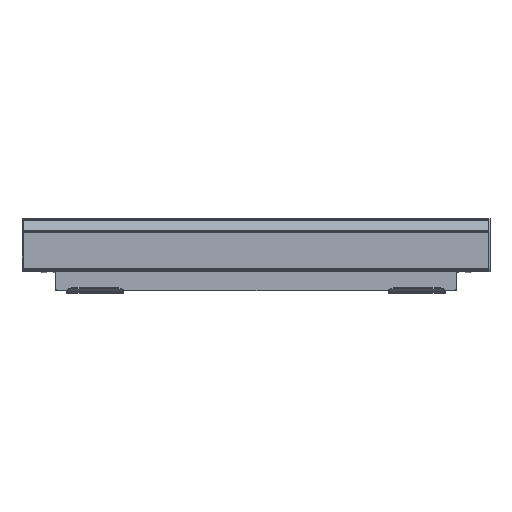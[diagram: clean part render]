
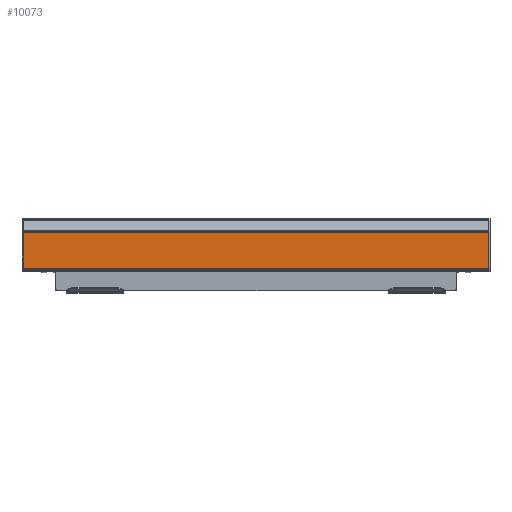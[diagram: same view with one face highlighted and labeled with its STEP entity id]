
A CAD part, top view. The second image highlights one B-rep face of the part: STEP entity #10073.
In plain terms, the highlighted planar face has unit normal (0, 0, 1).
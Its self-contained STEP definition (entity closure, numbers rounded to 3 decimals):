
#311 = VECTOR ( 'NONE', #15088, 1000. ) ;
#338 = EDGE_CURVE ( 'NONE', #9968, #7961, #11462, .T. ) ;
#664 = CARTESIAN_POINT ( 'NONE',  ( 327.5, -19.054, 393. ) ) ;
#2631 = DIRECTION ( 'NONE',  ( 1., 0., 0. ) ) ;
#3874 = EDGE_CURVE ( 'NONE', #14163, #15004, #9095, .T. ) ;
#4235 = VECTOR ( 'NONE', #12744, 1000. ) ;
#4377 = PLANE ( 'NONE',  #13998 ) ;
#6856 = DIRECTION ( 'NONE',  ( 0., 0., 1. ) ) ;
#7734 = CARTESIAN_POINT ( 'NONE',  ( -327.5, -69.906, 393. ) ) ;
#7756 = CARTESIAN_POINT ( 'NONE',  ( -327.5, -19.054, 393. ) ) ;
#7961 = VERTEX_POINT ( 'NONE', #7734 ) ;
#8226 = EDGE_CURVE ( 'NONE', #7961, #15004, #11965, .T. ) ;
#8586 = EDGE_CURVE ( 'NONE', #9968, #14163, #14934, .T. ) ;
#8662 = VECTOR ( 'NONE', #2631, 1000. ) ;
#8673 = VECTOR ( 'NONE', #8856, 1000. ) ;
#8856 = DIRECTION ( 'NONE',  ( 1., 0., 0. ) ) ;
#9011 = CARTESIAN_POINT ( 'NONE',  ( -327.5, -19.054, 393. ) ) ;
#9095 = LINE ( 'NONE', #664, #4235 ) ;
#9202 = CARTESIAN_POINT ( 'NONE',  ( -327.5, -19.054, 393. ) ) ;
#9240 = EDGE_LOOP ( 'NONE', ( #10159, #10615, #11150, #12386 ) ) ;
#9786 = CARTESIAN_POINT ( 'NONE',  ( 327.5, -19.054, 393. ) ) ;
#9968 = VERTEX_POINT ( 'NONE', #10951 ) ;
#10073 = ADVANCED_FACE ( 'NONE', ( #15436 ), #4377, .T. ) ;
#10159 = ORIENTED_EDGE ( 'NONE', *, *, #8226, .T. ) ;
#10615 = ORIENTED_EDGE ( 'NONE', *, *, #3874, .F. ) ;
#10951 = CARTESIAN_POINT ( 'NONE',  ( -327.5, -19.054, 393. ) ) ;
#11150 = ORIENTED_EDGE ( 'NONE', *, *, #8586, .F. ) ;
#11462 = LINE ( 'NONE', #9011, #311 ) ;
#11652 = DIRECTION ( 'NONE',  ( 1., 0., 0. ) ) ;
#11965 = LINE ( 'NONE', #14412, #8662 ) ;
#12386 = ORIENTED_EDGE ( 'NONE', *, *, #338, .T. ) ;
#12744 = DIRECTION ( 'NONE',  ( 0., -1., 0. ) ) ;
#12931 = CARTESIAN_POINT ( 'NONE',  ( 327.5, -69.906, 393. ) ) ;
#13998 = AXIS2_PLACEMENT_3D ( 'NONE', #9202, #6856, #11652 ) ;
#14163 = VERTEX_POINT ( 'NONE', #9786 ) ;
#14412 = CARTESIAN_POINT ( 'NONE',  ( -327.5, -69.906, 393. ) ) ;
#14934 = LINE ( 'NONE', #7756, #8673 ) ;
#15004 = VERTEX_POINT ( 'NONE', #12931 ) ;
#15088 = DIRECTION ( 'NONE',  ( 0., -1., 0. ) ) ;
#15436 = FACE_OUTER_BOUND ( 'NONE', #9240, .T. ) ;
